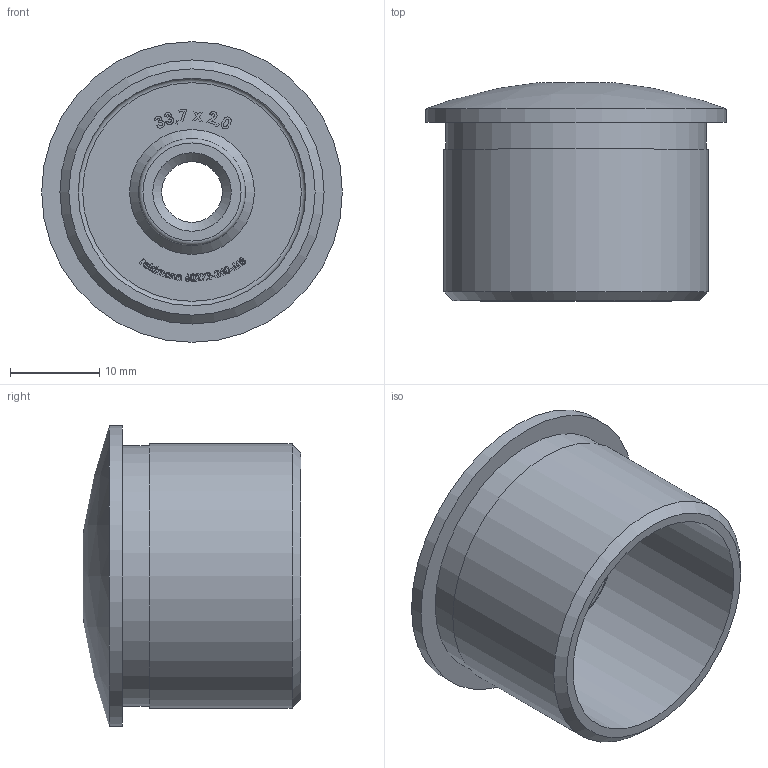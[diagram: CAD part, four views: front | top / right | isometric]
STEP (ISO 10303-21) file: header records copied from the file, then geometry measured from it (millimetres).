
FILE_DESCRIPTION (( 'STEP AP203' ), '1' );
FILE_NAME ('60272-240-M8.step', '2020-03-06T09:47:20', ( '' ), ( '' ), 'SwSTEP 2.0', 'SolidWorks 2015', '' );
FILE_SCHEMA (( 'CONFIG_CONTROL_DESIGN' ));
Length unit declared in the file: millimetre
Products named in the file (2): 60272-240-M8
Bounding box: 33.7 x 24.42 x 33.7 mm (x, y, z)
Volume: 6405.2 mm3; surface area: 5878.4 mm2
Topology: 1 solids, 1 shells, 366 faces, 961 edges, 639 vertices
Faces by surface type: plane 204, bspline 149, cylinder 6, cone 4, torus 2, sphere 1
Full cylindrical faces by diameter (mm): 6.8 x1, 12 x1, 25.5 x1, 29.2 x1, 29.6 x1, 33.7 x1
Entity records: 19015 total; most frequent: CARTESIAN_POINT 10879, ORIENTED_EDGE 1896, DIRECTION 1106, EDGE_CURVE 948, VERTEX_POINT 638, VECTOR 632, LINE 632, EDGE_LOOP 422
